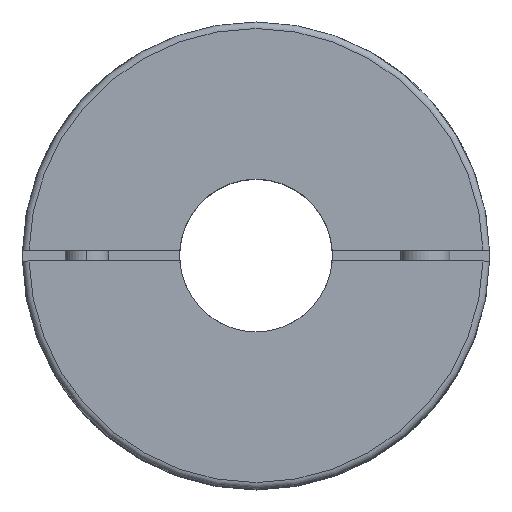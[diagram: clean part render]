
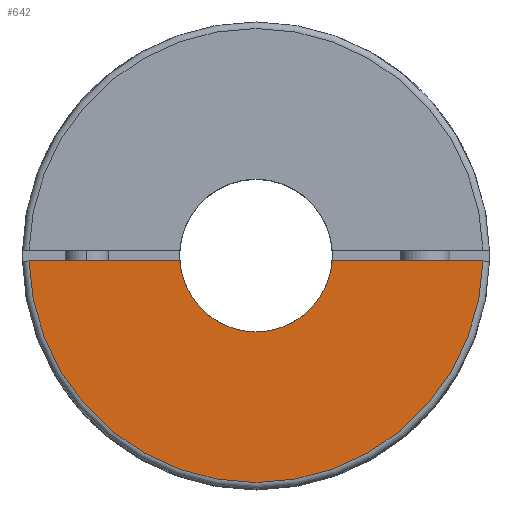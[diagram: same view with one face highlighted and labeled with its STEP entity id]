
A CAD part, top view. The second image highlights one B-rep face of the part: STEP entity #642.
In plain terms, the highlighted planar face has unit normal (0, 0, 1).
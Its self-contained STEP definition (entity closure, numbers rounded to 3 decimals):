
#177 = ORIENTED_EDGE ( 'NONE', *, *, #1566, .F. ) ;
#278 = VECTOR ( 'NONE', #4838, 1000. ) ;
#313 = AXIS2_PLACEMENT_3D ( 'NONE', #3408, #1721, #1305 ) ;
#399 = FACE_OUTER_BOUND ( 'NONE', #3824, .T. ) ;
#455 = VECTOR ( 'NONE', #5210, 1000. ) ;
#624 = EDGE_CURVE ( 'NONE', #2344, #886, #4323, .T. ) ;
#642 = ADVANCED_FACE ( 'NONE', ( #399 ), #3841, .T. ) ;
#740 = LINE ( 'NONE', #4124, #278 ) ;
#886 = VERTEX_POINT ( 'NONE', #4967 ) ;
#1269 = DIRECTION ( 'NONE',  ( -1., 0., 0. ) ) ;
#1305 = DIRECTION ( 'NONE',  ( -1., 0., 0. ) ) ;
#1323 = ORIENTED_EDGE ( 'NONE', *, *, #624, .F. ) ;
#1326 = AXIS2_PLACEMENT_3D ( 'NONE', #2134, #2593, #1269 ) ;
#1497 = CARTESIAN_POINT ( 'NONE',  ( -6.982, -0.5, 0. ) ) ;
#1500 = VERTEX_POINT ( 'NONE', #3238 ) ;
#1553 = ORIENTED_EDGE ( 'NONE', *, *, #3135, .F. ) ;
#1566 = EDGE_CURVE ( 'NONE', #886, #4090, #740, .T. ) ;
#1652 = CIRCLE ( 'NONE', #313, 7. ) ;
#1721 = DIRECTION ( 'NONE',  ( 0., 0., -1. ) ) ;
#2130 = AXIS2_PLACEMENT_3D ( 'NONE', #3483, #4223, #4687 ) ;
#2134 = CARTESIAN_POINT ( 'NONE',  ( 0., 0., 0. ) ) ;
#2344 = VERTEX_POINT ( 'NONE', #3240 ) ;
#2593 = DIRECTION ( 'NONE',  ( 0., 0., -1. ) ) ;
#3135 = EDGE_CURVE ( 'NONE', #1500, #2344, #3526, .T. ) ;
#3238 = CARTESIAN_POINT ( 'NONE',  ( 6.982, -0.5, 0. ) ) ;
#3240 = CARTESIAN_POINT ( 'NONE',  ( 20.794, -0.5, 0. ) ) ;
#3408 = CARTESIAN_POINT ( 'NONE',  ( 0., 0., 0. ) ) ;
#3483 = CARTESIAN_POINT ( 'NONE',  ( 0., 20.8, 0. ) ) ;
#3526 = LINE ( 'NONE', #4371, #455 ) ;
#3824 = EDGE_LOOP ( 'NONE', ( #177, #1323, #1553, #4035 ) ) ;
#3841 = PLANE ( 'NONE',  #2130 ) ;
#4035 = ORIENTED_EDGE ( 'NONE', *, *, #4412, .T. ) ;
#4090 = VERTEX_POINT ( 'NONE', #1497 ) ;
#4124 = CARTESIAN_POINT ( 'NONE',  ( -21.4, -0.5, 0. ) ) ;
#4223 = DIRECTION ( 'NONE',  ( 0., 0., 1. ) ) ;
#4323 = CIRCLE ( 'NONE', #1326, 20.8 ) ;
#4371 = CARTESIAN_POINT ( 'NONE',  ( -21.4, -0.5, 0. ) ) ;
#4412 = EDGE_CURVE ( 'NONE', #1500, #4090, #1652, .T. ) ;
#4687 = DIRECTION ( 'NONE',  ( 1., 0., 0. ) ) ;
#4838 = DIRECTION ( 'NONE',  ( 1., 0., 0. ) ) ;
#4967 = CARTESIAN_POINT ( 'NONE',  ( -20.794, -0.5, 0. ) ) ;
#5210 = DIRECTION ( 'NONE',  ( 1., 0., 0. ) ) ;
